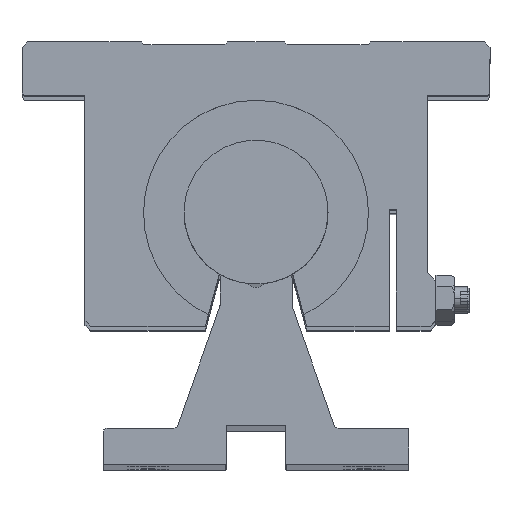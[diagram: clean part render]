
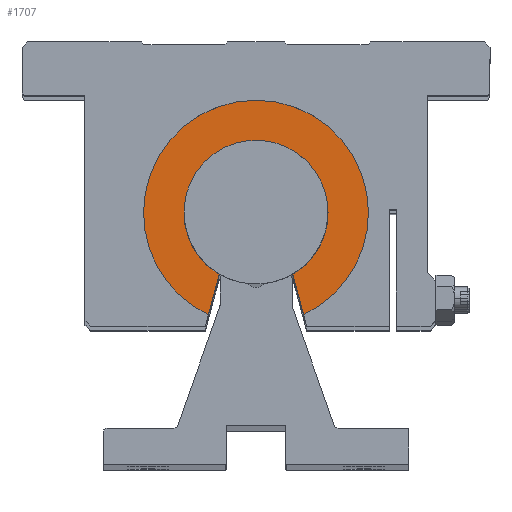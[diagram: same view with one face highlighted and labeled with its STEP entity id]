
A CAD part, top view. The second image highlights one B-rep face of the part: STEP entity #1707.
In plain terms, the highlighted planar face has unit normal (0, 0, 1).
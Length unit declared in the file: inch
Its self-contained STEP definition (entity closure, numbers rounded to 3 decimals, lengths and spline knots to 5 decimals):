
#26 = CARTESIAN_POINT ( 'NONE',  ( 0., 0., -0.22992 ) ) ;
#86 = AXIS2_PLACEMENT_3D ( 'NONE', #4534, #2439, #662 ) ;
#92 = CARTESIAN_POINT ( 'NONE',  ( 0.25591, -0.42955, -0.22992 ) ) ;
#395 = AXIS2_PLACEMENT_3D ( 'NONE', #4511, #3620, #3816 ) ;
#423 = ORIENTED_EDGE ( 'NONE', *, *, #1405, .T. ) ;
#502 = ORIENTED_EDGE ( 'NONE', *, *, #1472, .F. ) ;
#541 = CARTESIAN_POINT ( 'NONE',  ( 0.5, 0., -0.22992 ) ) ;
#607 = EDGE_CURVE ( 'NONE', #2181, #1780, #2142, .T. ) ;
#629 = AXIS2_PLACEMENT_3D ( 'NONE', #2822, #2087, #734 ) ;
#662 = DIRECTION ( 'NONE',  ( 1., 0., 0. ) ) ;
#689 = DIRECTION ( 'NONE',  ( 0., 0., 1. ) ) ;
#734 = DIRECTION ( 'NONE',  ( 1., 0., 0. ) ) ;
#843 = EDGE_LOOP ( 'NONE', ( #2876, #2379, #423, #3247, #4024, #3033, #4174, #502 ) ) ;
#1022 = VERTEX_POINT ( 'NONE', #2370 ) ;
#1033 = CARTESIAN_POINT ( 'NONE',  ( -0.5, 0., -0.22992 ) ) ;
#1097 = DIRECTION ( 'NONE',  ( 0., 0., -1. ) ) ;
#1108 = EDGE_CURVE ( 'NONE', #4581, #2839, #3517, .T. ) ;
#1184 = EDGE_CURVE ( 'NONE', #1780, #3638, #4479, .T. ) ;
#1257 = LINE ( 'NONE', #2671, #3974 ) ;
#1374 = DIRECTION ( 'NONE',  ( 0., 0., 1. ) ) ;
#1382 = CARTESIAN_POINT ( 'NONE',  ( 0.25591, -0.42955, -0.22992 ) ) ;
#1393 = FACE_OUTER_BOUND ( 'NONE', #843, .T. ) ;
#1405 = EDGE_CURVE ( 'NONE', #1022, #3917, #3815, .T. ) ;
#1414 = PLANE ( 'NONE',  #2851 ) ;
#1472 = EDGE_CURVE ( 'NONE', #4581, #2898, #3283, .T. ) ;
#1584 = CIRCLE ( 'NONE', #629, 0.7811 ) ;
#1662 = CIRCLE ( 'NONE', #395, 0.5 ) ;
#1707 = ADVANCED_FACE ( 'NONE', ( #1393 ), #1414, .T. ) ;
#1715 = EDGE_CURVE ( 'NONE', #2839, #1022, #1584, .T. ) ;
#1717 = DIRECTION ( 'NONE',  ( 1., 0., 0. ) ) ;
#1780 = VERTEX_POINT ( 'NONE', #1033 ) ;
#2087 = DIRECTION ( 'NONE',  ( 0., 0., 1. ) ) ;
#2142 = CIRCLE ( 'NONE', #3714, 0.5 ) ;
#2181 = VERTEX_POINT ( 'NONE', #2455 ) ;
#2189 = EDGE_CURVE ( 'NONE', #3638, #2898, #1662, .T. ) ;
#2227 = DIRECTION ( 'NONE',  ( -0.259, 0.966, 0. ) ) ;
#2370 = CARTESIAN_POINT ( 'NONE',  ( -0.7811, 0., -0.22992 ) ) ;
#2379 = ORIENTED_EDGE ( 'NONE', *, *, #1715, .T. ) ;
#2392 = DIRECTION ( 'NONE',  ( 1., 0., 0. ) ) ;
#2439 = DIRECTION ( 'NONE',  ( 0., 0., 1. ) ) ;
#2455 = CARTESIAN_POINT ( 'NONE',  ( -0.25591, -0.42955, -0.22992 ) ) ;
#2595 = CARTESIAN_POINT ( 'NONE',  ( 0.33043, -0.70777, -0.22992 ) ) ;
#2671 = CARTESIAN_POINT ( 'NONE',  ( -0.35197, -0.78819, -0.22992 ) ) ;
#2778 = VECTOR ( 'NONE', #2227, 39.37008 ) ;
#2822 = CARTESIAN_POINT ( 'NONE',  ( 0., 0., -0.22992 ) ) ;
#2839 = VERTEX_POINT ( 'NONE', #4572 ) ;
#2851 = AXIS2_PLACEMENT_3D ( 'NONE', #3871, #689, #2392 ) ;
#2876 = ORIENTED_EDGE ( 'NONE', *, *, #1108, .T. ) ;
#2898 = VERTEX_POINT ( 'NONE', #1382 ) ;
#2980 = DIRECTION ( 'NONE',  ( 1., 0., 0. ) ) ;
#3033 = ORIENTED_EDGE ( 'NONE', *, *, #1184, .T. ) ;
#3141 = AXIS2_PLACEMENT_3D ( 'NONE', #3566, #1097, #3274 ) ;
#3247 = ORIENTED_EDGE ( 'NONE', *, *, #3367, .F. ) ;
#3274 = DIRECTION ( 'NONE',  ( 1., 0., 0. ) ) ;
#3283 = LINE ( 'NONE', #92, #2778 ) ;
#3367 = EDGE_CURVE ( 'NONE', #2181, #3917, #1257, .T. ) ;
#3517 = CIRCLE ( 'NONE', #86, 0.7811 ) ;
#3566 = CARTESIAN_POINT ( 'NONE',  ( 0., 0., -0.22992 ) ) ;
#3620 = DIRECTION ( 'NONE',  ( 0., 0., -1. ) ) ;
#3638 = VERTEX_POINT ( 'NONE', #541 ) ;
#3714 = AXIS2_PLACEMENT_3D ( 'NONE', #4260, #4239, #1717 ) ;
#3815 = CIRCLE ( 'NONE', #4184, 0.7811 ) ;
#3816 = DIRECTION ( 'NONE',  ( 1., 0., 0. ) ) ;
#3871 = CARTESIAN_POINT ( 'NONE',  ( -0.79048, -0.71672, -0.22992 ) ) ;
#3917 = VERTEX_POINT ( 'NONE', #4105 ) ;
#3974 = VECTOR ( 'NONE', #4093, 39.37008 ) ;
#4024 = ORIENTED_EDGE ( 'NONE', *, *, #607, .T. ) ;
#4093 = DIRECTION ( 'NONE',  ( -0.259, -0.966, 0. ) ) ;
#4105 = CARTESIAN_POINT ( 'NONE',  ( -0.33043, -0.70777, -0.22992 ) ) ;
#4174 = ORIENTED_EDGE ( 'NONE', *, *, #2189, .T. ) ;
#4184 = AXIS2_PLACEMENT_3D ( 'NONE', #26, #1374, #2980 ) ;
#4239 = DIRECTION ( 'NONE',  ( 0., 0., -1. ) ) ;
#4260 = CARTESIAN_POINT ( 'NONE',  ( 0., 0., -0.22992 ) ) ;
#4479 = CIRCLE ( 'NONE', #3141, 0.5 ) ;
#4511 = CARTESIAN_POINT ( 'NONE',  ( 0., 0., -0.22992 ) ) ;
#4534 = CARTESIAN_POINT ( 'NONE',  ( 0., 0., -0.22992 ) ) ;
#4572 = CARTESIAN_POINT ( 'NONE',  ( 0.7811, 0., -0.22992 ) ) ;
#4581 = VERTEX_POINT ( 'NONE', #2595 ) ;
